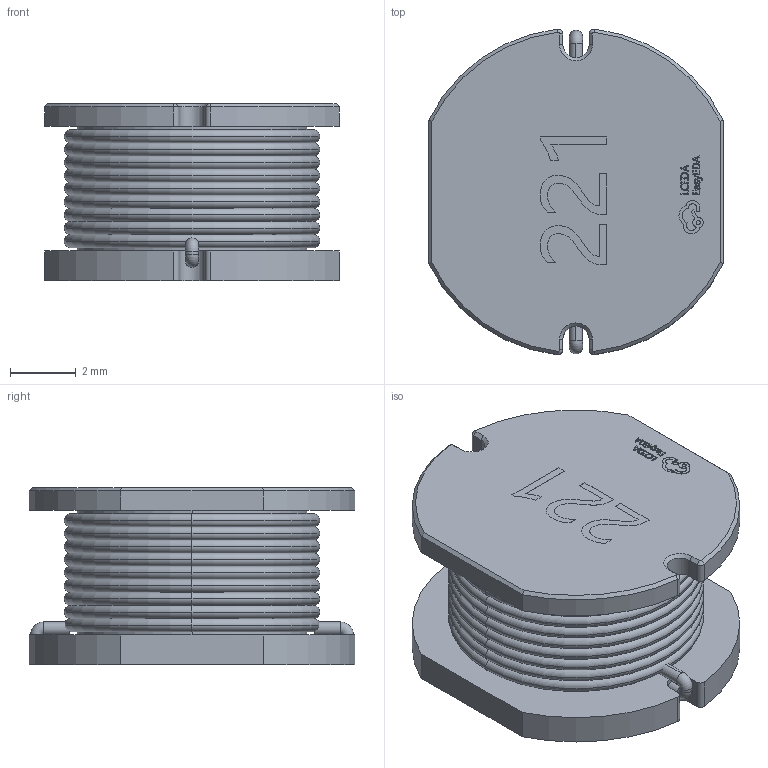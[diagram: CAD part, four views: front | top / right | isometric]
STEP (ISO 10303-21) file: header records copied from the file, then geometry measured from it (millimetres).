
FILE_DESCRIPTION (( 'STEP AP214' ), '1' );
FILE_NAME ('IND-SMD_L10.0-W9.0-H5.4_PIO105.step', '2022-07-08T23:23:59', ( '' ), ( '' ), 'SwSTEP 2.0', 'SolidWorks 2020', '' );
FILE_SCHEMA (( 'AUTOMOTIVE_DESIGN' ));
Length unit declared in the file: millimetre
Products named in the file (1): IND-SMD_L10.0-W9.0-H5.4_PIO105
Bounding box: 9 x 9.94 x 5.42 mm (x, y, z)
Volume: 292.3 mm3; surface area: 624.5 mm2
Topology: 12 solids, 12 shells, 433 faces, 1136 edges, 732 vertices
Faces by surface type: plane 219, bspline 130, torus 40, cylinder 34, cone 10
Entity records: 20300 total; most frequent: CARTESIAN_POINT 5532, ORIENTED_EDGE 2256, DIRECTION 1622, EDGE_CURVE 1128, VERTEX_POINT 732, VECTOR 706, LINE 706, EDGE_LOOP 464
